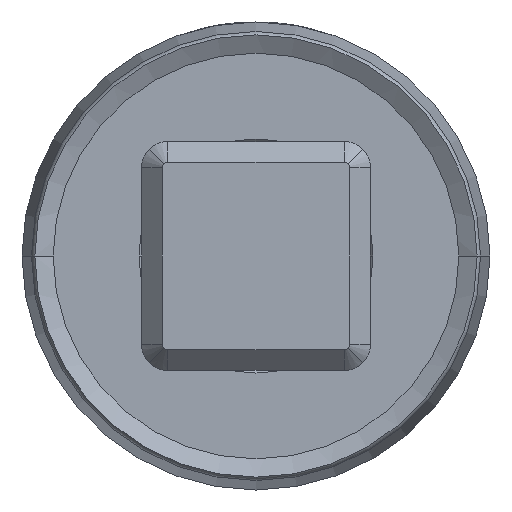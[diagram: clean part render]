
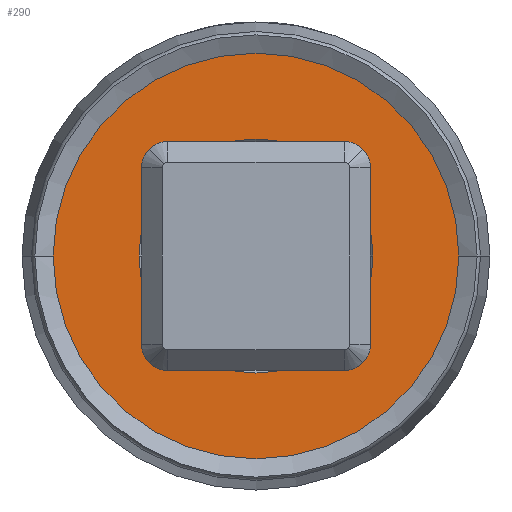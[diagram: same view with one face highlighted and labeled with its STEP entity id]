
A CAD part, left-side view. The second image highlights one B-rep face of the part: STEP entity #290.
In plain terms, the highlighted planar face has unit normal (-1, 0, 0).
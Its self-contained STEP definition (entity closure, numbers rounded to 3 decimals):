
#290=ADVANCED_FACE('',(#702,#703),#704,.F.);
#702=FACE_OUTER_BOUND('',#1267,.T.);
#703=FACE_BOUND('',#1268,.T.);
#704=PLANE('',#1269);
#1267=EDGE_LOOP('',(#1929,#1930));
#1268=EDGE_LOOP('',(#1931,#1932));
#1269=AXIS2_PLACEMENT_3D('',#1933,#1934,#1935);
#1929=ORIENTED_EDGE('',*,*,#3249,.T.);
#1930=ORIENTED_EDGE('',*,*,#3265,.T.);
#1931=ORIENTED_EDGE('',*,*,#3258,.F.);
#1932=ORIENTED_EDGE('',*,*,#3260,.F.);
#1933=CARTESIAN_POINT('',(-5.495,0.0,0.0));
#1934=DIRECTION('',(1.0,-0.0,0.0));
#1935=DIRECTION('',(0.0,1.0,0.0));
#3249=EDGE_CURVE('',#3839,#3843,#3845,.T.);
#3258=EDGE_CURVE('',#3858,#3856,#3860,.T.);
#3260=EDGE_CURVE('',#3856,#3858,#3862,.T.);
#3265=EDGE_CURVE('',#3843,#3839,#3867,.T.);
#3839=VERTEX_POINT('',#4649);
#3843=VERTEX_POINT('',#4654);
#3845=CIRCLE('',#4657,39.0);
#3856=VERTEX_POINT('',#4670);
#3858=VERTEX_POINT('',#4673);
#3860=CIRCLE('',#4676,22.5);
#3862=CIRCLE('',#4678,22.5);
#3867=CIRCLE('',#4683,39.0);
#4649=CARTESIAN_POINT('',(-5.495,39.0,0.0));
#4654=CARTESIAN_POINT('',(-5.495,-39.0,0.));
#4657=AXIS2_PLACEMENT_3D('',#5994,#5995,#5996);
#4670=CARTESIAN_POINT('',(-5.495,-22.5,0.));
#4673=CARTESIAN_POINT('',(-5.495,22.5,0.));
#4676=AXIS2_PLACEMENT_3D('',#6007,#6008,#6009);
#4678=AXIS2_PLACEMENT_3D('',#6010,#6011,#6012);
#4683=AXIS2_PLACEMENT_3D('',#6019,#6020,#6021);
#5994=CARTESIAN_POINT('',(-5.495,0.0,0.0));
#5995=DIRECTION('',(-1.0,0.0,0.0));
#5996=DIRECTION('',(0.0,1.0,0.0));
#6007=CARTESIAN_POINT('',(-5.495,0.0,0.0));
#6008=DIRECTION('',(-1.0,0.0,0.0));
#6009=DIRECTION('',(0.0,-1.0,0.0));
#6010=CARTESIAN_POINT('',(-5.495,0.0,0.0));
#6011=DIRECTION('',(-1.0,0.0,0.0));
#6012=DIRECTION('',(0.0,-1.0,0.0));
#6019=CARTESIAN_POINT('',(-5.495,0.0,0.0));
#6020=DIRECTION('',(-1.0,0.0,0.0));
#6021=DIRECTION('',(0.0,1.0,0.0));
